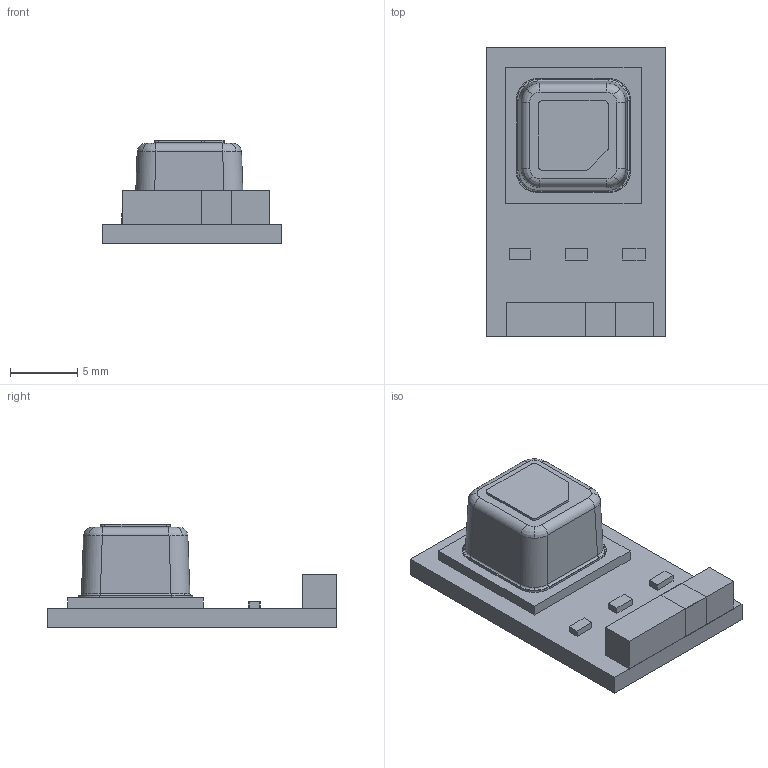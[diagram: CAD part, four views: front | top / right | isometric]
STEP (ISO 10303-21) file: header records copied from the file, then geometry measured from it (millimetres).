
FILE_DESCRIPTION(/* description */ ('','CAx-IF Rec.Pracs.---Representation and Presentation of Product Manufacturing Information (PMI)---4.0---2014-10-13'),/* implementation_level */ '2;1');
FILE_NAME(/* name */ 'scd40 v7 v1.step',/* time_stamp */ '2025-03-01T13:05:25+01:00',/* author */ (''),/* organization */ (''),/* preprocessor_version */ 'ST-DEVELOPER v20',/* originating_system */ 'Autodesk Translation Framework v13.20.0.188',/* authorisation */ '');
FILE_SCHEMA (('AP242_MANAGED_MODEL_BASED_3D_ENGINEERING_MIM_LF { 1 0 10303 442 1 1 4 }'));
Length unit declared in the file: millimetre
Products named in the file (6): scd40; Komponente1; Sensirion_CO2_Sensors_SCD4x_STEP_file v3; Komponente1 (1); Komponente2; Komponente3
Assembly tree (5 placements, depth 3):
  scd40
    Komponente1
    Sensirion_CO2_Sensors_SCD4x_STEP_file v3
      Komponente1 (1)
      Komponente2
      Komponente3
Bounding box: 13.4 x 21.6 x 7.72 mm (x, y, z)
Volume: 911 mm3; surface area: 1429.6 mm2
Topology: 9 solids, 9 shells, 229 faces, 539 edges, 354 vertices
Faces by surface type: plane 186, cylinder 27, bspline 16
Full cylindrical faces by diameter (mm): 0.2 x1
Entity records: 6822 total; most frequent: CARTESIAN_POINT 1349, ORIENTED_EDGE 1078, DIRECTION 1057, EDGE_CURVE 539, LINE 453, VECTOR 453, VERTEX_POINT 354, AXIS2_PLACEMENT_3D 302
